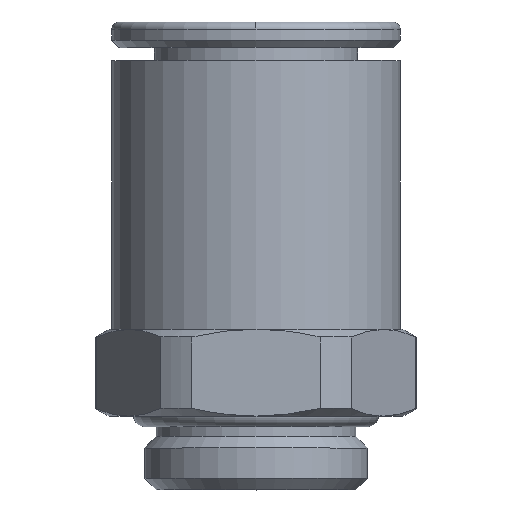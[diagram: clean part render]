
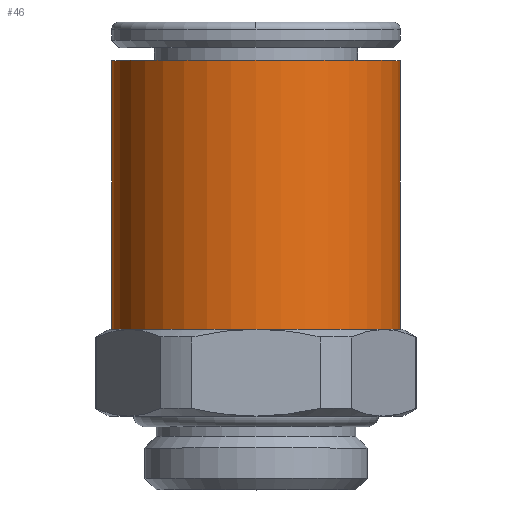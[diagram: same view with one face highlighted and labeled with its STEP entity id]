
A CAD part, top view. The second image highlights one B-rep face of the part: STEP entity #46.
In plain terms, the highlighted cylindrical face has radius 10.8 mm (diameter 21.6 mm), a partial arc.
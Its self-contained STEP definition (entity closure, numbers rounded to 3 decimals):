
#46=ADVANCED_FACE('',(#112),#113,.T.);
#112=FACE_OUTER_BOUND('',#249,.T.);
#113=CYLINDRICAL_SURFACE('',#250,10.8);
#249=EDGE_LOOP('',(#386,#387,#388,#389));
#250=AXIS2_PLACEMENT_3D('',#390,#391,#392);
#386=ORIENTED_EDGE('',*,*,#881,.F.);
#387=ORIENTED_EDGE('',*,*,#882,.F.);
#388=ORIENTED_EDGE('',*,*,#883,.F.);
#389=ORIENTED_EDGE('',*,*,#884,.F.);
#390=CARTESIAN_POINT('',(0.0,22.565,0.0));
#391=DIRECTION('',(0.0,1.0,0.0));
#392=DIRECTION('',(-1.0,0.0,0.0));
#881=EDGE_CURVE('',#1031,#1032,#1033,.T.);
#882=EDGE_CURVE('',#1034,#1031,#1035,.T.);
#883=EDGE_CURVE('',#1036,#1034,#1037,.T.);
#884=EDGE_CURVE('',#1032,#1036,#1038,.T.);
#1031=VERTEX_POINT('',#1273);
#1032=VERTEX_POINT('',#1274);
#1033=LINE('',#1275,#1276);
#1034=VERTEX_POINT('',#1277);
#1035=CIRCLE('',#1278,10.8);
#1036=VERTEX_POINT('',#1279);
#1037=LINE('',#1280,#1281);
#1038=CIRCLE('',#1282,10.8);
#1273=CARTESIAN_POINT('',(-10.8,12.0,0.));
#1274=CARTESIAN_POINT('',(-10.8,32.13,0.0));
#1275=CARTESIAN_POINT('',(-10.8,22.565,0.));
#1276=VECTOR('',#1833,1.0);
#1277=CARTESIAN_POINT('',(10.8,12.0,0.0));
#1278=AXIS2_PLACEMENT_3D('',#1834,#1835,#1836);
#1279=CARTESIAN_POINT('',(10.8,32.13,0.));
#1280=CARTESIAN_POINT('',(10.8,22.565,0.));
#1281=VECTOR('',#1837,1.0);
#1282=AXIS2_PLACEMENT_3D('',#1838,#1839,#1840);
#1833=DIRECTION('',(0.0,1.0,0.0));
#1834=CARTESIAN_POINT('',(0.0,12.0,0.0));
#1835=DIRECTION('',(0.0,-1.0,0.0));
#1836=DIRECTION('',(1.0,0.0,0.0));
#1837=DIRECTION('',(-0.0,-1.0,-0.0));
#1838=CARTESIAN_POINT('',(0.0,32.13,0.0));
#1839=DIRECTION('',(0.0,1.0,0.0));
#1840=DIRECTION('',(-1.0,0.0,0.0));
